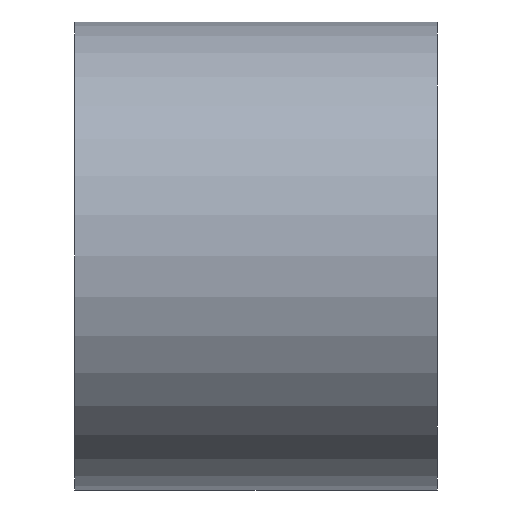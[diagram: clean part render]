
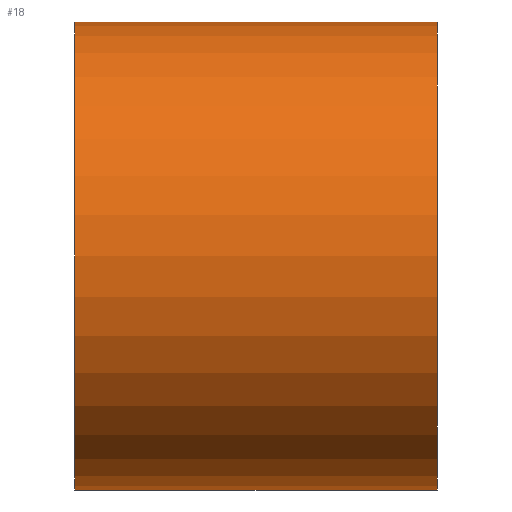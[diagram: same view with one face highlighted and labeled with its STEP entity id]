
A CAD part, left-side view. The second image highlights one B-rep face of the part: STEP entity #18.
In plain terms, the highlighted cylindrical face has radius 126 mm (diameter 252 mm), a partial arc.
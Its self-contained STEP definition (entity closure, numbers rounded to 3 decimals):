
#4 = DIRECTION ( 'NONE',  ( 0., 1., 0. ) ) ;
#6 = ORIENTED_EDGE ( 'NONE', *, *, #261, .F. ) ;
#14 = ORIENTED_EDGE ( 'NONE', *, *, #67, .T. ) ;
#15 = DIRECTION ( 'NONE',  ( 0., 0., 1. ) ) ;
#18 = ADVANCED_FACE ( 'NONE', ( #157 ), #162, .T. ) ;
#29 = ORIENTED_EDGE ( 'NONE', *, *, #290, .F. ) ;
#30 = CIRCLE ( 'NONE', #235, 126. ) ;
#35 = EDGE_CURVE ( 'NONE', #260, #255, #264, .T. ) ;
#44 = DIRECTION ( 'NONE',  ( 0., 0., -1. ) ) ;
#59 = AXIS2_PLACEMENT_3D ( 'NONE', #121, #4, #97 ) ;
#67 = EDGE_CURVE ( 'NONE', #255, #149, #30, .T. ) ;
#76 = VERTEX_POINT ( 'NONE', #224 ) ;
#88 = CARTESIAN_POINT ( 'NONE',  ( 0., 141.208, -126. ) ) ;
#93 = CARTESIAN_POINT ( 'NONE',  ( 0., 141.208, -126. ) ) ;
#97 = DIRECTION ( 'NONE',  ( 0., 0., 1. ) ) ;
#107 = CARTESIAN_POINT ( 'NONE',  ( 0., 141.208, 0. ) ) ;
#121 = CARTESIAN_POINT ( 'NONE',  ( 0., 141.208, 0. ) ) ;
#134 = CARTESIAN_POINT ( 'NONE',  ( 0., -53.792, 0. ) ) ;
#144 = DIRECTION ( 'NONE',  ( 0., -1., 0. ) ) ;
#149 = VERTEX_POINT ( 'NONE', #189 ) ;
#152 = CIRCLE ( 'NONE', #59, 126. ) ;
#157 = FACE_OUTER_BOUND ( 'NONE', #280, .T. ) ;
#162 = CYLINDRICAL_SURFACE ( 'NONE', #222, 126. ) ;
#184 = DIRECTION ( 'NONE',  ( 0., 1., 0. ) ) ;
#187 = CARTESIAN_POINT ( 'NONE',  ( 0., 141.208, 126. ) ) ;
#189 = CARTESIAN_POINT ( 'NONE',  ( 0., -53.792, 126. ) ) ;
#208 = CARTESIAN_POINT ( 'NONE',  ( 0., -53.792, -126. ) ) ;
#222 = AXIS2_PLACEMENT_3D ( 'NONE', #107, #265, #44 ) ;
#224 = CARTESIAN_POINT ( 'NONE',  ( 0., 141.208, 126. ) ) ;
#233 = LINE ( 'NONE', #187, #284 ) ;
#235 = AXIS2_PLACEMENT_3D ( 'NONE', #134, #184, #15 ) ;
#253 = ORIENTED_EDGE ( 'NONE', *, *, #35, .T. ) ;
#255 = VERTEX_POINT ( 'NONE', #208 ) ;
#256 = VECTOR ( 'NONE', #263, 1000. ) ;
#260 = VERTEX_POINT ( 'NONE', #93 ) ;
#261 = EDGE_CURVE ( 'NONE', #76, #149, #233, .T. ) ;
#263 = DIRECTION ( 'NONE',  ( 0., -1., 0. ) ) ;
#264 = LINE ( 'NONE', #88, #256 ) ;
#265 = DIRECTION ( 'NONE',  ( 0., -1., 0. ) ) ;
#280 = EDGE_LOOP ( 'NONE', ( #6, #29, #253, #14 ) ) ;
#284 = VECTOR ( 'NONE', #144, 1000. ) ;
#290 = EDGE_CURVE ( 'NONE', #260, #76, #152, .T. ) ;
